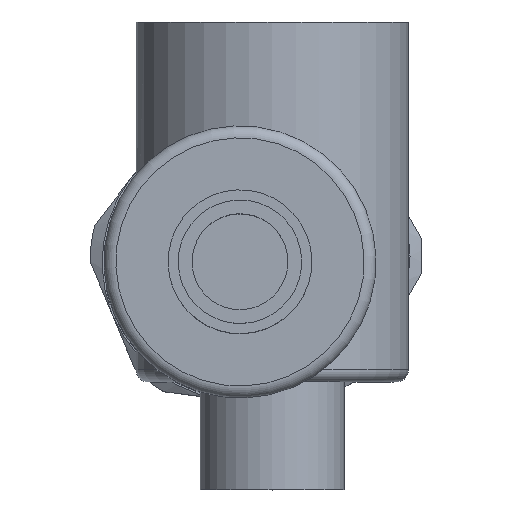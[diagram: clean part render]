
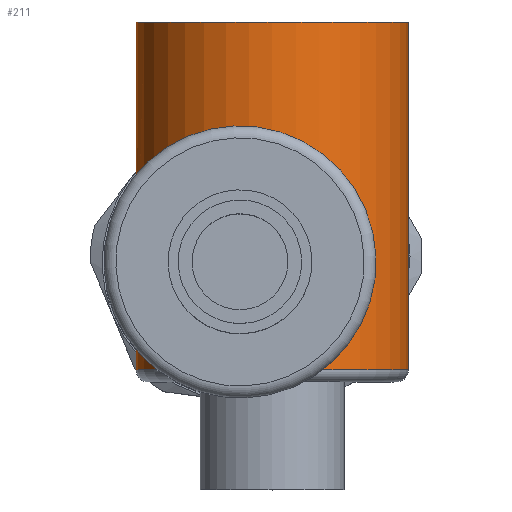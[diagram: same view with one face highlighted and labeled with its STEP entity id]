
A CAD part, top view. The second image highlights one B-rep face of the part: STEP entity #211.
In plain terms, the highlighted cylindrical face has radius 11.35 mm (diameter 22.7 mm), a full revolution.
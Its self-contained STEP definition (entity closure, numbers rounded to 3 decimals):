
#211 = ADVANCED_FACE( '', ( #485, #486, #487 ), #488, .T. );
#485 = FACE_BOUND( '', #807, .T. );
#486 = FACE_OUTER_BOUND( '', #808, .T. );
#487 = FACE_OUTER_BOUND( '', #809, .T. );
#488 = CYLINDRICAL_SURFACE( '', #810, 11.35 );
#807 = EDGE_LOOP( '', ( #1277 ) );
#808 = EDGE_LOOP( '', ( #1278 ) );
#809 = EDGE_LOOP( '', ( #1279 ) );
#810 = AXIS2_PLACEMENT_3D( '', #1280, #1281, #1282 );
#1277 = ORIENTED_EDGE( '', *, *, #1660, .F. );
#1278 = ORIENTED_EDGE( '', *, *, #1606, .T. );
#1279 = ORIENTED_EDGE( '', *, *, #1656, .F. );
#1280 = CARTESIAN_POINT( '', ( 0., -19.5, 0. ) );
#1281 = DIRECTION( '', ( 0., -1., 0. ) );
#1282 = DIRECTION( '', ( 0., 0., 1. ) );
#1606 = EDGE_CURVE( '', #1847, #1847, #1848, .F. );
#1656 = EDGE_CURVE( '', #1926, #1926, #1927, .T. );
#1660 = EDGE_CURVE( '', #1931, #1931, #1932, .T. );
#1847 = VERTEX_POINT( '', #2206 );
#1848 = CIRCLE( '', #2207, 11.35 );
#1926 = VERTEX_POINT( '', #2299 );
#1927 = CIRCLE( '', #2300, 11.35 );
#1931 = VERTEX_POINT( '', #2304 );
#1932 = B_SPLINE_CURVE_WITH_KNOTS( '', 3, ( #2305, #2306, #2307, #2308, #2309, #2310, #2311, #2312, #2313, #2314, #2315, #2316, #2317, #2318, #2319, #2320, #2321, #2322, #2323, #2324, #2325, #2326, #2327, #2328, #2329, #2330, #2331, #2332, #2333, #2334, #2335, #2336, #2337, #2338, #2339, #2340, #2341, #2342 ), .UNSPECIFIED., .T., .F., ( 2, 2, 2, 2, 2, 2, 2, 2, 2, 2, 2, 2, 2, 2, 2, 2, 2, 2, 2, 2, 2 ), ( 0., 0., 0., 0.001, 0.001, 0.002, 0.002, 0.002, 0.003, 0.003, 0.004, 0.004, 0.004, 0.005, 0.005, 0.006, 0.006, 0.007, 0.007, 0.008, 0.008 ), .UNSPECIFIED. );
#2206 = CARTESIAN_POINT( '', ( 0., -9.5, -11.35 ) );
#2207 = AXIS2_PLACEMENT_3D( '', #2587, #2588, #2589 );
#2299 = CARTESIAN_POINT( '', ( 11.35, 19.5, 0. ) );
#2300 = AXIS2_PLACEMENT_3D( '', #2670, #2671, #2672 );
#2304 = CARTESIAN_POINT( '', ( -11.281, -2.5, 1.25 ) );
#2305 = CARTESIAN_POINT( '', ( -11.281, -2.665, 1.25 ) );
#2306 = CARTESIAN_POINT( '', ( -11.281, -2.335, 1.25 ) );
#2307 = CARTESIAN_POINT( '', ( -11.285, -2.173, 1.217 ) );
#2308 = CARTESIAN_POINT( '', ( -11.298, -1.87, 1.092 ) );
#2309 = CARTESIAN_POINT( '', ( -11.307, -1.731, 0.999 ) );
#2310 = CARTESIAN_POINT( '', ( -11.325, -1.501, 0.769 ) );
#2311 = CARTESIAN_POINT( '', ( -11.334, -1.408, 0.629 ) );
#2312 = CARTESIAN_POINT( '', ( -11.346, -1.283, 0.328 ) );
#2313 = CARTESIAN_POINT( '', ( -11.35, -1.25, 0.164 ) );
#2314 = CARTESIAN_POINT( '', ( -11.35, -1.25, -0.081 ) );
#2315 = CARTESIAN_POINT( '', ( -11.349, -1.258, -0.164 ) );
#2316 = CARTESIAN_POINT( '', ( -11.346, -1.29, -0.324 ) );
#2317 = CARTESIAN_POINT( '', ( -11.343, -1.314, -0.402 ) );
#2318 = CARTESIAN_POINT( '', ( -11.334, -1.408, -0.629 ) );
#2319 = CARTESIAN_POINT( '', ( -11.325, -1.499, -0.767 ) );
#2320 = CARTESIAN_POINT( '', ( -11.306, -1.732, -1. ) );
#2321 = CARTESIAN_POINT( '', ( -11.298, -1.87, -1.092 ) );
#2322 = CARTESIAN_POINT( '', ( -11.288, -2.097, -1.186 ) );
#2323 = CARTESIAN_POINT( '', ( -11.285, -2.175, -1.21 ) );
#2324 = CARTESIAN_POINT( '', ( -11.282, -2.335, -1.242 ) );
#2325 = CARTESIAN_POINT( '', ( -11.281, -2.418, -1.25 ) );
#2326 = CARTESIAN_POINT( '', ( -11.281, -2.663, -1.25 ) );
#2327 = CARTESIAN_POINT( '', ( -11.285, -2.827, -1.217 ) );
#2328 = CARTESIAN_POINT( '', ( -11.297, -3.128, -1.093 ) );
#2329 = CARTESIAN_POINT( '', ( -11.306, -3.268, -1. ) );
#2330 = CARTESIAN_POINT( '', ( -11.324, -3.498, -0.77 ) );
#2331 = CARTESIAN_POINT( '', ( -11.333, -3.591, -0.631 ) );
#2332 = CARTESIAN_POINT( '', ( -11.346, -3.717, -0.329 ) );
#2333 = CARTESIAN_POINT( '', ( -11.35, -3.75, -0.166 ) );
#2334 = CARTESIAN_POINT( '', ( -11.35, -3.75, 0.164 ) );
#2335 = CARTESIAN_POINT( '', ( -11.346, -3.718, 0.326 ) );
#2336 = CARTESIAN_POINT( '', ( -11.334, -3.592, 0.629 ) );
#2337 = CARTESIAN_POINT( '', ( -11.325, -3.5, 0.768 ) );
#2338 = CARTESIAN_POINT( '', ( -11.307, -3.269, 0.999 ) );
#2339 = CARTESIAN_POINT( '', ( -11.298, -3.13, 1.092 ) );
#2340 = CARTESIAN_POINT( '', ( -11.285, -2.83, 1.217 ) );
#2341 = CARTESIAN_POINT( '', ( -11.281, -2.665, 1.25 ) );
#2342 = CARTESIAN_POINT( '', ( -11.281, -2.335, 1.25 ) );
#2587 = CARTESIAN_POINT( '', ( 0., -9.5, 0. ) );
#2588 = DIRECTION( '', ( 0., -1., 0. ) );
#2589 = DIRECTION( '', ( 0., 0., -1. ) );
#2670 = CARTESIAN_POINT( '', ( 0., 19.5, 0. ) );
#2671 = DIRECTION( '', ( 0., 1., 0. ) );
#2672 = DIRECTION( '', ( 1., 0., 0. ) );
